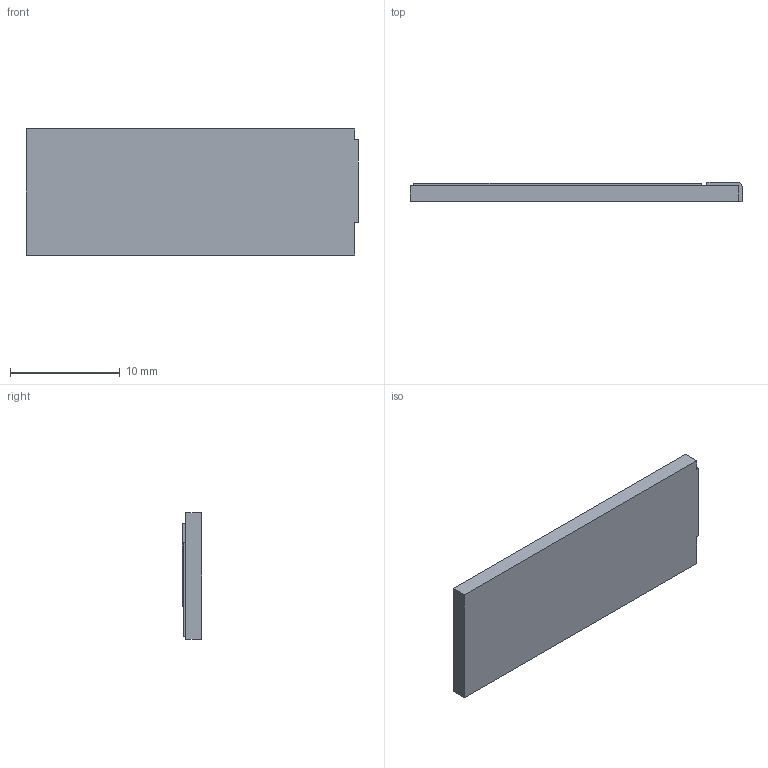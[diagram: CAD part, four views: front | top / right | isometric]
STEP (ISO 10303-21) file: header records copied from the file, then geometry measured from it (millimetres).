
FILE_DESCRIPTION(/* description */ (''),/* implementation_level */ '2;1');
FILE_NAME(/* name */ 'LCD_attempt_1.stp',/* time_stamp */ '2025-03-17T12:37:20+01:00',/* author */ ('remi.decoster'),/* organization */ (''),/* preprocessor_version */ 'ST-DEVELOPER v18.1',/* originating_system */ 'Autodesk Inventor 2021',/* authorisation */ '');
FILE_SCHEMA (('CONFIG_CONTROL_DESIGN'));
Length unit declared in the file: millimetre
Products named in the file (1): LCD
Bounding box: 30.3 x 1.75 x 11.5 mm (x, y, z)
Volume: 555.7 mm3; surface area: 836.3 mm2
Topology: 1 solids, 1 shells, 506 faces, 1371 edges, 922 vertices
Faces by surface type: plane 272, bspline 233, cylinder 1
Entity records: 17553 total; most frequent: CARTESIAN_POINT 5823, ORIENTED_EDGE 2730, DIRECTION 1449, EDGE_CURVE 1365, VERTEX_POINT 910, LINE 897, VECTOR 897, EDGE_LOOP 555
